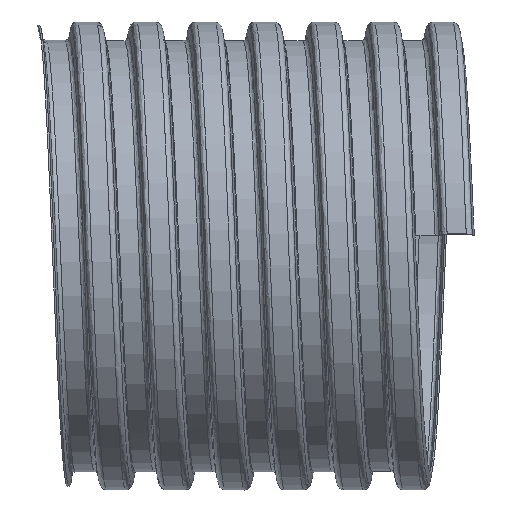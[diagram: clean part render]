
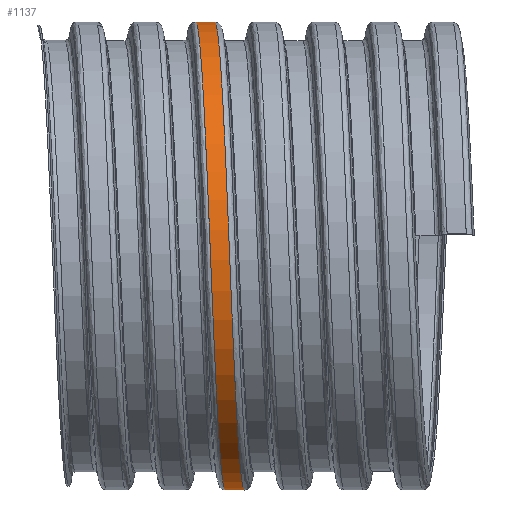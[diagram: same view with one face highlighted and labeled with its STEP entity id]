
A CAD part, top view. The second image highlights one B-rep face of the part: STEP entity #1137.
In plain terms, the highlighted cylindrical face has radius 53.6 mm (diameter 107.2 mm), a full revolution.
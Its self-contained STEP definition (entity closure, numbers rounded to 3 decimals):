
#151=FACE_OUTER_BOUND('',#209,.T.);
#209=EDGE_LOOP('',(#819,#820,#821,#822));
#287=B_SPLINE_CURVE_WITH_KNOTS('',3,(#2194,#2195,#2196,#2197,#2198,#2199,
#2200,#2201,#2202,#2203,#2204,#2205,#2206,#2207,#2208,#2209,#2210),
 .UNSPECIFIED.,.F.,.F.,(4,1,1,1,1,1,1,1,1,1,1,1,1,1,4),(9.425,
9.794,10.284,10.774,11.264,11.753,
12.243,12.733,13.222,13.712,14.202,
14.692,15.181,15.671,15.708),
 .UNSPECIFIED.);
#288=B_SPLINE_CURVE_WITH_KNOTS('',3,(#2211,#2212,#2213,#2214,#2215,#2216,
#2217,#2218,#2219,#2220,#2221,#2222,#2223,#2224,#2225,#2226,#2227),
 .UNSPECIFIED.,.F.,.F.,(4,1,1,1,1,1,1,1,1,1,1,1,1,1,4),(9.425,
9.794,10.284,10.774,11.264,11.753,
12.243,12.733,13.222,13.712,14.202,
14.692,15.181,15.671,15.708),
 .UNSPECIFIED.);
#365=LINE('',#2155,#425);
#366=LINE('',#2193,#426);
#425=VECTOR('',#1344,53.6);
#426=VECTOR('',#1347,53.6);
#511=VERTEX_POINT('',#2153);
#512=VERTEX_POINT('',#2154);
#513=VERTEX_POINT('',#2191);
#514=VERTEX_POINT('',#2192);
#635=EDGE_CURVE('',#511,#512,#365,.T.);
#638=EDGE_CURVE('',#513,#514,#366,.T.);
#639=EDGE_CURVE('',#511,#513,#287,.T.);
#640=EDGE_CURVE('',#512,#514,#288,.T.);
#819=ORIENTED_EDGE('',*,*,#638,.F.);
#820=ORIENTED_EDGE('',*,*,#639,.F.);
#821=ORIENTED_EDGE('',*,*,#635,.T.);
#822=ORIENTED_EDGE('',*,*,#640,.T.);
#1095=CYLINDRICAL_SURFACE('',#1218,53.6);
#1137=ADVANCED_FACE('',(#151),#1095,.T.);
#1218=AXIS2_PLACEMENT_3D('',#2190,#1345,#1346);
#1344=DIRECTION('',(-1.,0.,0.));
#1345=DIRECTION('center_axis',(1.,0.,0.));
#1346=DIRECTION('ref_axis',(0.,1.,0.));
#1347=DIRECTION('',(-1.,0.,0.));
#2153=CARTESIAN_POINT('',(33.755,-53.6,0.001));
#2154=CARTESIAN_POINT('',(29.377,-53.6,0.001));
#2155=CARTESIAN_POINT('',(13.355,-53.6,0.));
#2190=CARTESIAN_POINT('Origin',(13.355,0.,
0.));
#2191=CARTESIAN_POINT('',(47.355,-53.604,0.001));
#2192=CARTESIAN_POINT('',(42.977,-53.604,0.001));
#2193=CARTESIAN_POINT('',(13.355,-53.6,0.));
#2194=CARTESIAN_POINT('Ctrl Pts',(33.755,-53.6,0.001));
#2195=CARTESIAN_POINT('Ctrl Pts',(34.022,-53.593,-6.602));
#2196=CARTESIAN_POINT('Ctrl Pts',(34.642,-50.748,-21.961));
#2197=CARTESIAN_POINT('Ctrl Pts',(35.615,-36.428,-42.255));
#2198=CARTESIAN_POINT('Ctrl Pts',(36.675,-12.271,-54.424));
#2199=CARTESIAN_POINT('Ctrl Pts',(37.735,14.771,-53.799));
#2200=CARTESIAN_POINT('Ctrl Pts',(38.795,38.341,-40.528));
#2201=CARTESIAN_POINT('Ctrl Pts',(39.855,52.898,-17.73));
#2202=CARTESIAN_POINT('Ctrl Pts',(40.915,55.02,9.236));
#2203=CARTESIAN_POINT('Ctrl Pts',(41.975,44.209,34.031));
#2204=CARTESIAN_POINT('Ctrl Pts',(43.035,23.005,50.826));
#2205=CARTESIAN_POINT('Ctrl Pts',(44.095,-3.606,55.673));
#2206=CARTESIAN_POINT('Ctrl Pts',(45.155,-29.37,47.434));
#2207=CARTESIAN_POINT('Ctrl Pts',(46.215,-48.229,28.044));
#2208=CARTESIAN_POINT('Ctrl Pts',(46.949,-53.434,10.069));
#2209=CARTESIAN_POINT('Ctrl Pts',(47.329,-53.604,0.661));
#2210=CARTESIAN_POINT('Ctrl Pts',(47.355,-53.604,0.001));
#2211=CARTESIAN_POINT('Ctrl Pts',(29.377,-53.6,0.001));
#2212=CARTESIAN_POINT('Ctrl Pts',(29.644,-53.593,-6.602));
#2213=CARTESIAN_POINT('Ctrl Pts',(30.264,-50.748,-21.961));
#2214=CARTESIAN_POINT('Ctrl Pts',(31.237,-36.428,-42.255));
#2215=CARTESIAN_POINT('Ctrl Pts',(32.297,-12.271,-54.424));
#2216=CARTESIAN_POINT('Ctrl Pts',(33.357,14.771,-53.799));
#2217=CARTESIAN_POINT('Ctrl Pts',(34.417,38.341,-40.528));
#2218=CARTESIAN_POINT('Ctrl Pts',(35.477,52.898,-17.73));
#2219=CARTESIAN_POINT('Ctrl Pts',(36.537,55.02,9.236));
#2220=CARTESIAN_POINT('Ctrl Pts',(37.597,44.209,34.031));
#2221=CARTESIAN_POINT('Ctrl Pts',(38.657,23.005,50.826));
#2222=CARTESIAN_POINT('Ctrl Pts',(39.717,-3.606,55.673));
#2223=CARTESIAN_POINT('Ctrl Pts',(40.777,-29.37,47.434));
#2224=CARTESIAN_POINT('Ctrl Pts',(41.837,-48.229,28.044));
#2225=CARTESIAN_POINT('Ctrl Pts',(42.571,-53.434,10.069));
#2226=CARTESIAN_POINT('Ctrl Pts',(42.951,-53.604,0.661));
#2227=CARTESIAN_POINT('Ctrl Pts',(42.977,-53.604,0.001));
